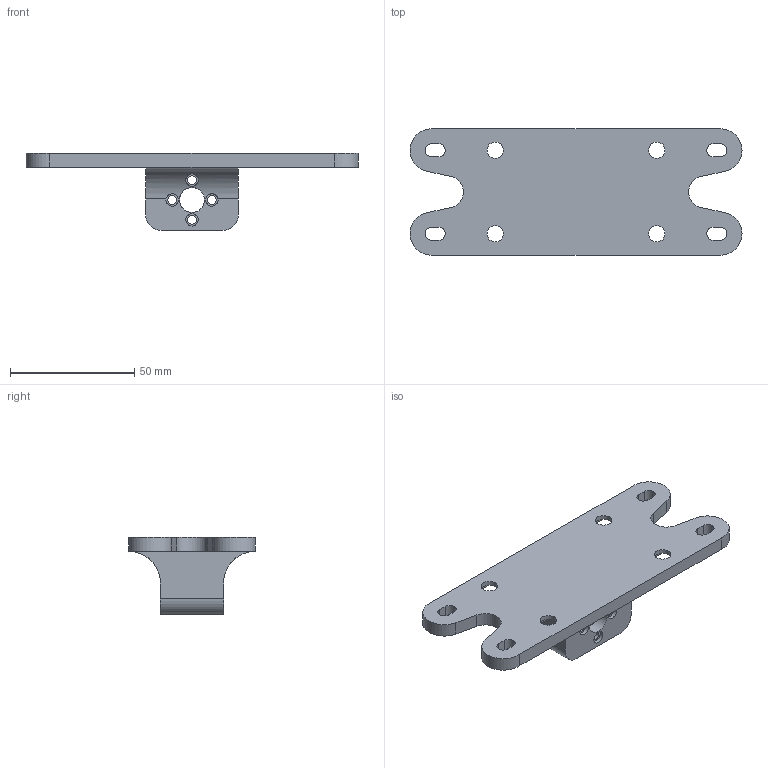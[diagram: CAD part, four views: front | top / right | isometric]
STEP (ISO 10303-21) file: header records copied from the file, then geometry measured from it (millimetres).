
FILE_DESCRIPTION(/* description */ (''),/* implementation_level */ '2;1');
FILE_NAME(/* name */ 'Z Slide Adapter Wheels.stp',/* time_stamp */ '2018-03-17T10:14:00-07:00',/* author */ ('jdtag'),/* organization */ (''),/* preprocessor_version */ 'ST-DEVELOPER v16.13',/* originating_system */ 'Autodesk Inventor 2018',/* authorisation */ '');
FILE_SCHEMA (('AUTOMOTIVE_DESIGN { 1 0 10303 214 3 1 1 }'));
Length unit declared in the file: inch
Products named in the file (1): Z Slide Adapter Wheels
Bounding box: 133.61 x 50.84 x 31 mm (x, y, z)
Volume: 44971.6 mm3; surface area: 20209.3 mm2
Topology: 1 solids, 1 shells, 81 faces, 220 edges, 147 vertices
Faces by surface type: plane 48, cylinder 33
Full cylindrical faces by diameter (mm): 3.5 x4, 5 x4, 6.604 x4, 10.008 x1, 11.2 x1, 23 x1
Entity records: 2623 total; most frequent: CARTESIAN_POINT 536, DIRECTION 420, ORIENTED_EDGE 392, EDGE_CURVE 196, AXIS2_PLACEMENT_3D 147, VERTEX_POINT 138, EDGE_LOOP 128, LINE 126
